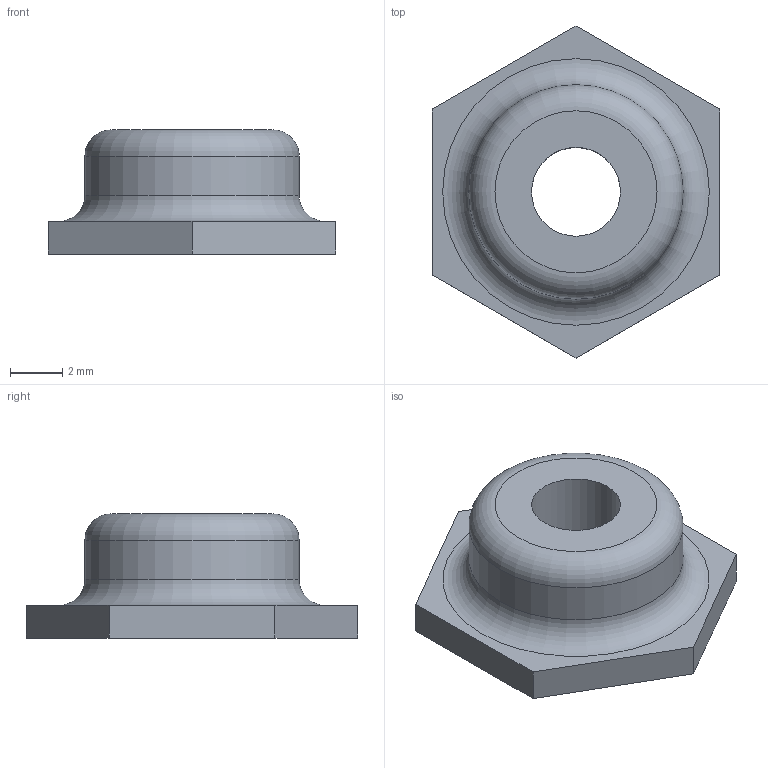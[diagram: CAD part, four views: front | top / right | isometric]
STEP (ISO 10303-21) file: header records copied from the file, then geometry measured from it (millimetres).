
FILE_DESCRIPTION(/* description */ ('Alibre Inc.'),/* implementation_level */ '2;1');
FILE_NAME(/* name */ 'export0',/* time_stamp */ '2015-07-11T14:29:33+12:00',/* author */ (''),/* organization */ (''),/* preprocessor_version */ 'ST-DEVELOPER v14',/* originating_system */ 'Alibre',/* authorisation */ '');
FILE_SCHEMA (('CONFIG_CONTROL_DESIGN'));
Length unit declared in the file: centimetre
Products named in the file (1): ID_1
Bounding box: 11 x 12.7 x 4.75 mm (x, y, z)
Volume: 271.8 mm3; surface area: 355 mm2
Topology: 1 solids, 1 shells, 14 faces, 30 edges, 19 vertices
Faces by surface type: plane 9, cylinder 2, torus 2, cone 1
Full cylindrical faces by diameter (mm): 3.4 x1, 8.2 x1
Entity records: 430 total; most frequent: CARTESIAN_POINT 58, ORIENTED_EDGE 50, DIRECTION 49, EDGE_CURVE 25, EDGE_LOOP 22, FACE_BOUND 22, AXIS2_PLACEMENT_3D 21, VERTEX_POINT 19
